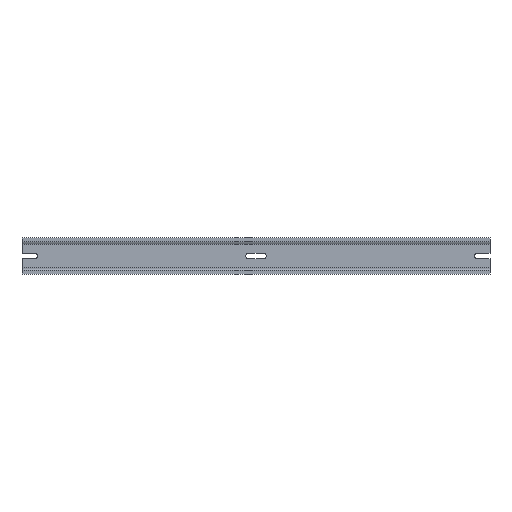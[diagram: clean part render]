
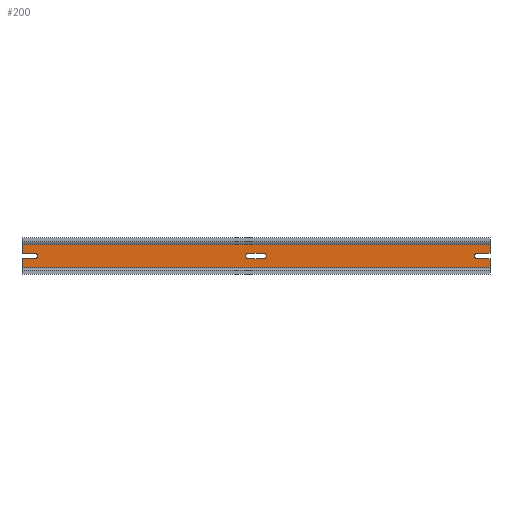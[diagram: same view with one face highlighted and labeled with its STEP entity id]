
A CAD part, top view. The second image highlights one B-rep face of the part: STEP entity #200.
In plain terms, the highlighted planar face has unit normal (0, 0, 1).
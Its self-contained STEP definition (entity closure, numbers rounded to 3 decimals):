
#75=AXIS2_PLACEMENT_3D('Plane Axis2P3D',#72,#73,#74) ;
#109=AXIS2_PLACEMENT_3D('Circle Axis2P3D',#107,#108,$) ;
#151=AXIS2_PLACEMENT_3D('Circle Axis2P3D',#149,#150,$) ;
#177=AXIS2_PLACEMENT_3D('Circle Axis2P3D',#175,#176,$) ;
#191=AXIS2_PLACEMENT_3D('Circle Axis2P3D',#189,#190,$) ;
#41=CARTESIAN_POINT('Vertex',(233.75,20.25,1.5)) ;
#46=CARTESIAN_POINT('Line Origine',(226.5,20.25,1.5)) ;
#50=CARTESIAN_POINT('Vertex',(219.25,20.25,1.5)) ;
#72=CARTESIAN_POINT('Axis2P3D Location',(0.,29.,1.5)) ;
#77=CARTESIAN_POINT('Line Origine',(0.,10.375,1.5)) ;
#81=CARTESIAN_POINT('Vertex',(0.,14.75,1.5)) ;
#83=CARTESIAN_POINT('Vertex',(0.,6.,1.5)) ;
#86=CARTESIAN_POINT('Line Origine',(226.5,6.,1.5)) ;
#90=CARTESIAN_POINT('Vertex',(453.,6.,1.5)) ;
#93=CARTESIAN_POINT('Line Origine',(453.,10.375,1.5)) ;
#97=CARTESIAN_POINT('Vertex',(453.,14.75,1.5)) ;
#100=CARTESIAN_POINT('Line Origine',(446.875,14.75,1.5)) ;
#104=CARTESIAN_POINT('Vertex',(440.75,14.75,1.5)) ;
#107=CARTESIAN_POINT('Axis2P3D Location',(440.75,17.5,1.5)) ;
#111=CARTESIAN_POINT('Vertex',(440.75,20.25,1.5)) ;
#114=CARTESIAN_POINT('Line Origine',(446.875,20.25,1.5)) ;
#118=CARTESIAN_POINT('Vertex',(453.,20.25,1.5)) ;
#121=CARTESIAN_POINT('Line Origine',(453.,24.625,1.5)) ;
#125=CARTESIAN_POINT('Vertex',(453.,29.,1.5)) ;
#128=CARTESIAN_POINT('Line Origine',(226.5,29.,1.5)) ;
#132=CARTESIAN_POINT('Vertex',(0.,29.,1.5)) ;
#135=CARTESIAN_POINT('Line Origine',(0.,24.625,1.5)) ;
#139=CARTESIAN_POINT('Vertex',(0.,20.25,1.5)) ;
#142=CARTESIAN_POINT('Line Origine',(6.125,20.25,1.5)) ;
#146=CARTESIAN_POINT('Vertex',(12.25,20.25,1.5)) ;
#149=CARTESIAN_POINT('Axis2P3D Location',(12.25,17.5,1.5)) ;
#153=CARTESIAN_POINT('Vertex',(12.25,14.75,1.5)) ;
#156=CARTESIAN_POINT('Line Origine',(6.125,14.75,1.5)) ;
#175=CARTESIAN_POINT('Axis2P3D Location',(233.75,17.5,1.5)) ;
#179=CARTESIAN_POINT('Vertex',(233.75,14.75,1.5)) ;
#182=CARTESIAN_POINT('Line Origine',(226.5,14.75,1.5)) ;
#186=CARTESIAN_POINT('Vertex',(219.25,14.75,1.5)) ;
#189=CARTESIAN_POINT('Axis2P3D Location',(219.25,17.5,1.5)) ;
#47=DIRECTION('Vector Direction',(1.,0.,0.)) ;
#73=DIRECTION('Axis2P3D Direction',(-0.,0.,1.)) ;
#74=DIRECTION('Axis2P3D XDirection',(0.,-1.,0.)) ;
#78=DIRECTION('Vector Direction',(0.,-1.,0.)) ;
#87=DIRECTION('Vector Direction',(1.,0.,0.)) ;
#94=DIRECTION('Vector Direction',(0.,-1.,0.)) ;
#101=DIRECTION('Vector Direction',(1.,0.,0.)) ;
#108=DIRECTION('Axis2P3D Direction',(-0.,0.,1.)) ;
#115=DIRECTION('Vector Direction',(1.,0.,0.)) ;
#122=DIRECTION('Vector Direction',(0.,-1.,0.)) ;
#129=DIRECTION('Vector Direction',(1.,0.,0.)) ;
#136=DIRECTION('Vector Direction',(0.,-1.,0.)) ;
#143=DIRECTION('Vector Direction',(-1.,0.,0.)) ;
#150=DIRECTION('Axis2P3D Direction',(-0.,0.,1.)) ;
#157=DIRECTION('Vector Direction',(-1.,0.,0.)) ;
#176=DIRECTION('Axis2P3D Direction',(-0.,0.,1.)) ;
#183=DIRECTION('Vector Direction',(-1.,0.,0.)) ;
#190=DIRECTION('Axis2P3D Direction',(-0.,0.,1.)) ;
#48=VECTOR('Line Direction',#47,1.) ;
#79=VECTOR('Line Direction',#78,1.) ;
#88=VECTOR('Line Direction',#87,1.) ;
#95=VECTOR('Line Direction',#94,1.) ;
#102=VECTOR('Line Direction',#101,1.) ;
#116=VECTOR('Line Direction',#115,1.) ;
#123=VECTOR('Line Direction',#122,1.) ;
#130=VECTOR('Line Direction',#129,1.) ;
#137=VECTOR('Line Direction',#136,1.) ;
#144=VECTOR('Line Direction',#143,1.) ;
#158=VECTOR('Line Direction',#157,1.) ;
#184=VECTOR('Line Direction',#183,1.) ;
#162=ORIENTED_EDGE('',*,*,#85,.T.) ;
#163=ORIENTED_EDGE('',*,*,#92,.T.) ;
#164=ORIENTED_EDGE('',*,*,#99,.F.) ;
#165=ORIENTED_EDGE('',*,*,#106,.F.) ;
#166=ORIENTED_EDGE('',*,*,#113,.F.) ;
#167=ORIENTED_EDGE('',*,*,#120,.T.) ;
#168=ORIENTED_EDGE('',*,*,#127,.F.) ;
#169=ORIENTED_EDGE('',*,*,#134,.F.) ;
#170=ORIENTED_EDGE('',*,*,#141,.T.) ;
#171=ORIENTED_EDGE('',*,*,#148,.F.) ;
#172=ORIENTED_EDGE('',*,*,#155,.F.) ;
#173=ORIENTED_EDGE('',*,*,#160,.T.) ;
#195=ORIENTED_EDGE('',*,*,#181,.F.) ;
#196=ORIENTED_EDGE('',*,*,#188,.F.) ;
#197=ORIENTED_EDGE('',*,*,#193,.F.) ;
#198=ORIENTED_EDGE('',*,*,#52,.F.) ;
#199=FACE_BOUND('',#194,.T.) ;
#200=ADVANCED_FACE('Rail',(#174,#199),#76,.T.) ;
#110=CIRCLE('generated circle',#109,2.75) ;
#152=CIRCLE('generated circle',#151,2.75) ;
#178=CIRCLE('generated circle',#177,2.75) ;
#192=CIRCLE('generated circle',#191,2.75) ;
#52=EDGE_CURVE('',#42,#51,#49,.F.) ;
#85=EDGE_CURVE('',#82,#84,#80,.T.) ;
#92=EDGE_CURVE('',#84,#91,#89,.T.) ;
#99=EDGE_CURVE('',#98,#91,#96,.T.) ;
#106=EDGE_CURVE('',#105,#98,#103,.T.) ;
#113=EDGE_CURVE('',#112,#105,#110,.T.) ;
#120=EDGE_CURVE('',#112,#119,#117,.T.) ;
#127=EDGE_CURVE('',#126,#119,#124,.T.) ;
#134=EDGE_CURVE('',#133,#126,#131,.T.) ;
#141=EDGE_CURVE('',#133,#140,#138,.T.) ;
#148=EDGE_CURVE('',#147,#140,#145,.T.) ;
#155=EDGE_CURVE('',#154,#147,#152,.T.) ;
#160=EDGE_CURVE('',#154,#82,#159,.T.) ;
#181=EDGE_CURVE('',#180,#42,#178,.T.) ;
#188=EDGE_CURVE('',#187,#180,#185,.F.) ;
#193=EDGE_CURVE('',#51,#187,#192,.T.) ;
#161=EDGE_LOOP('',(#162,#163,#164,#165,#166,#167,#168,#169,#170,#171,#172,#173)) ;
#194=EDGE_LOOP('',(#195,#196,#197,#198)) ;
#174=FACE_OUTER_BOUND('',#161,.T.) ;
#49=LINE('Line',#46,#48) ;
#80=LINE('Line',#77,#79) ;
#89=LINE('Line',#86,#88) ;
#96=LINE('Line',#93,#95) ;
#103=LINE('Line',#100,#102) ;
#117=LINE('Line',#114,#116) ;
#124=LINE('Line',#121,#123) ;
#131=LINE('Line',#128,#130) ;
#138=LINE('Line',#135,#137) ;
#145=LINE('Line',#142,#144) ;
#159=LINE('Line',#156,#158) ;
#185=LINE('Line',#182,#184) ;
#76=PLANE('',#75) ;
#42=VERTEX_POINT('',#41) ;
#51=VERTEX_POINT('',#50) ;
#82=VERTEX_POINT('',#81) ;
#84=VERTEX_POINT('',#83) ;
#91=VERTEX_POINT('',#90) ;
#98=VERTEX_POINT('',#97) ;
#105=VERTEX_POINT('',#104) ;
#112=VERTEX_POINT('',#111) ;
#119=VERTEX_POINT('',#118) ;
#126=VERTEX_POINT('',#125) ;
#133=VERTEX_POINT('',#132) ;
#140=VERTEX_POINT('',#139) ;
#147=VERTEX_POINT('',#146) ;
#154=VERTEX_POINT('',#153) ;
#180=VERTEX_POINT('',#179) ;
#187=VERTEX_POINT('',#186) ;
